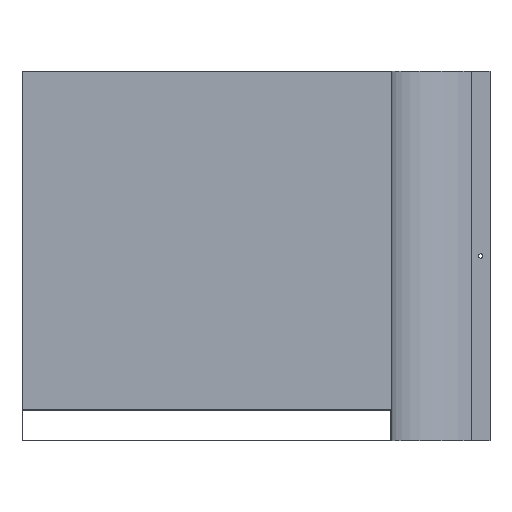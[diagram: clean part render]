
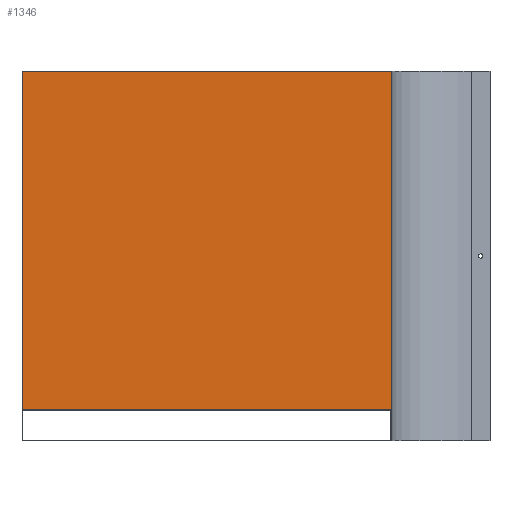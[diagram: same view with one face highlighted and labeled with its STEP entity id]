
A CAD part, front view. The second image highlights one B-rep face of the part: STEP entity #1346.
In plain terms, the highlighted planar face has unit normal (0, -1, 0).
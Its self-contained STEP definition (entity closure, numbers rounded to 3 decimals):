
#44 = LINE ( 'NONE', #723, #47 ) ;
#47 = VECTOR ( 'NONE', #728, 1000. ) ;
#57 = LINE ( 'NONE', #738, #61 ) ;
#61 = VECTOR ( 'NONE', #747, 1000. ) ;
#124 = DIRECTION ( 'NONE',  ( 0., 0., -1. ) ) ;
#125 = CARTESIAN_POINT ( 'NONE',  ( 0., -1., 1. ) ) ;
#158 = AXIS2_PLACEMENT_3D ( 'NONE', #644, #650, #651 ) ;
#239 = DIRECTION ( 'NONE',  ( 0., 0., 1. ) ) ;
#241 = CARTESIAN_POINT ( 'NONE',  ( 600., -1., 1. ) ) ;
#307 = ORIENTED_EDGE ( 'NONE', *, *, #1377, .T. ) ;
#308 = ORIENTED_EDGE ( 'NONE', *, *, #1289, .T. ) ;
#312 = ORIENTED_EDGE ( 'NONE', *, *, #1369, .T. ) ;
#314 = ORIENTED_EDGE ( 'NONE', *, *, #1214, .T. ) ;
#338 = VERTEX_POINT ( 'NONE', #1251 ) ;
#347 = VERTEX_POINT ( 'NONE', #1260 ) ;
#355 = VERTEX_POINT ( 'NONE', #1268 ) ;
#373 = VERTEX_POINT ( 'NONE', #993 ) ;
#644 = CARTESIAN_POINT ( 'NONE',  ( 0., -1., 0. ) ) ;
#648 = PLANE ( 'NONE',  #158 ) ;
#650 = DIRECTION ( 'NONE',  ( 0., -1., 0. ) ) ;
#651 = DIRECTION ( 'NONE',  ( 0., 0., -1. ) ) ;
#723 = CARTESIAN_POINT ( 'NONE',  ( 0., -1., -549. ) ) ;
#728 = DIRECTION ( 'NONE',  ( 1., 0., 0. ) ) ;
#738 = CARTESIAN_POINT ( 'NONE',  ( 0., -1., 1. ) ) ;
#747 = DIRECTION ( 'NONE',  ( -1., 0., 0. ) ) ;
#837 = LINE ( 'NONE', #125, #840 ) ;
#840 = VECTOR ( 'NONE', #124, 1000. ) ;
#857 = LINE ( 'NONE', #241, #860 ) ;
#860 = VECTOR ( 'NONE', #239, 1000. ) ;
#911 = FACE_OUTER_BOUND ( 'NONE', #1161, .T. ) ;
#993 = CARTESIAN_POINT ( 'NONE',  ( 600., -1., -549. ) ) ;
#1161 = EDGE_LOOP ( 'NONE', ( #314, #312, #308, #307 ) ) ;
#1214 = EDGE_CURVE ( 'NONE', #338, #347, #837, .T. ) ;
#1251 = CARTESIAN_POINT ( 'NONE',  ( 0., -1., 1. ) ) ;
#1260 = CARTESIAN_POINT ( 'NONE',  ( 0., -1., -549. ) ) ;
#1268 = CARTESIAN_POINT ( 'NONE',  ( 600., -1., 1. ) ) ;
#1289 = EDGE_CURVE ( 'NONE', #373, #355, #857, .T. ) ;
#1346 = ADVANCED_FACE ( 'NONE', ( #911 ), #648, .T. ) ;
#1369 = EDGE_CURVE ( 'NONE', #347, #373, #44, .T. ) ;
#1377 = EDGE_CURVE ( 'NONE', #355, #338, #57, .T. ) ;
